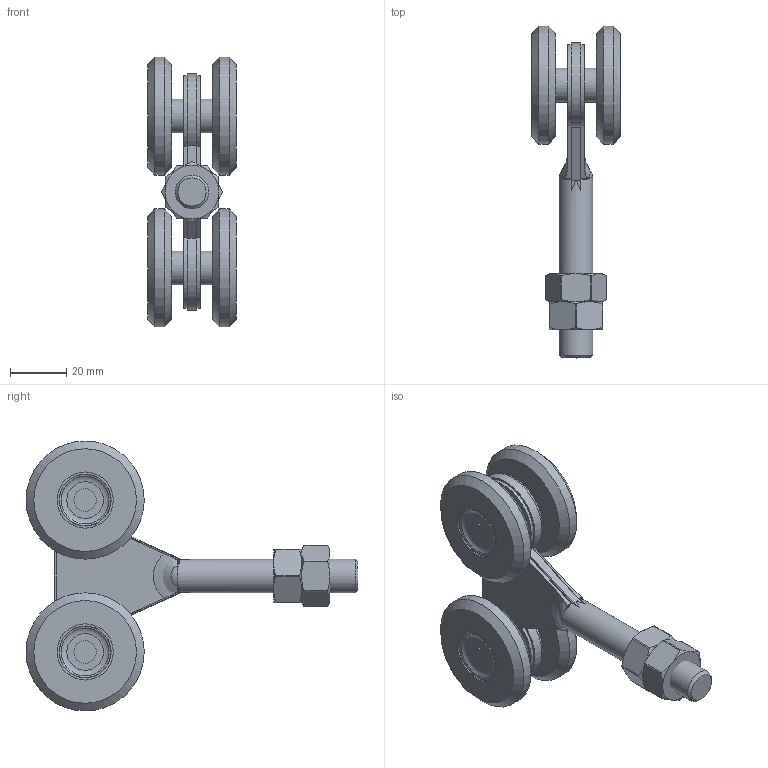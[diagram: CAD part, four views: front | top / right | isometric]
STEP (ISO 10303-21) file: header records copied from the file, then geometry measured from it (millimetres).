
FILE_DESCRIPTION (( 'STEP AP203' ), '1' );
FILE_NAME ('331-ST-M.step', '2022-08-30T09:53:43', ( '' ), ( '' ), 'SwSTEP 2.0', 'SolidWorks 2018', '' );
FILE_SCHEMA (( 'CONFIG_CONTROL_DESIGN' ));
Length unit declared in the file: millimetre
Products named in the file (3): 331-X-X Teil1_331-ST-M Teil1; 331-ST-M; DIN 934 M4-M20_DIN 934 M12
Assembly tree (3 placements, depth 2):
  331-ST-M
    331-X-X Teil1_331-ST-M Teil1
    DIN 934 M4-M20_DIN 934 M12  x2
Bounding box: 31.5 x 118 x 96 mm (x, y, z)
Volume: 69637.7 mm3; surface area: 31234.8 mm2
Topology: 17 solids, 17 shells, 520 faces, 1231 edges, 793 vertices
Faces by surface type: plane 233, bspline 143, cylinder 81, cone 37, torus 26
Full cylindrical faces by diameter (mm): 4.8 x6, 5 x10, 8 x4, 10.2 x2, 12 x5, 17.8 x8, 18.5 x4, 20 x8, 42 x4
Entity records: 19619 total; most frequent: CARTESIAN_POINT 9244, ORIENTED_EDGE 2160, DIRECTION 1646, EDGE_CURVE 1080, VERTEX_POINT 750, EDGE_LOOP 642, AXIS2_PLACEMENT_3D 558, FACE_OUTER_BOUND 557
